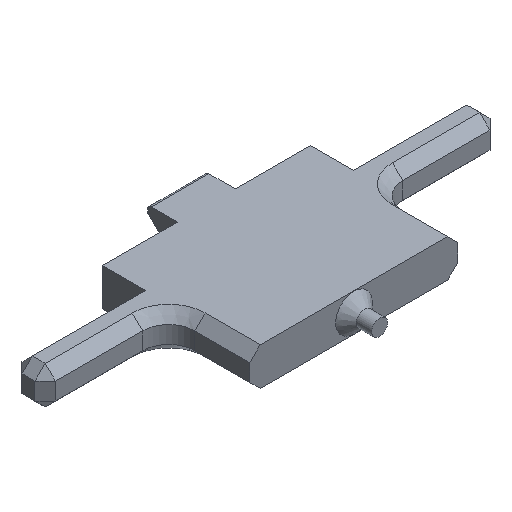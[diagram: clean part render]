
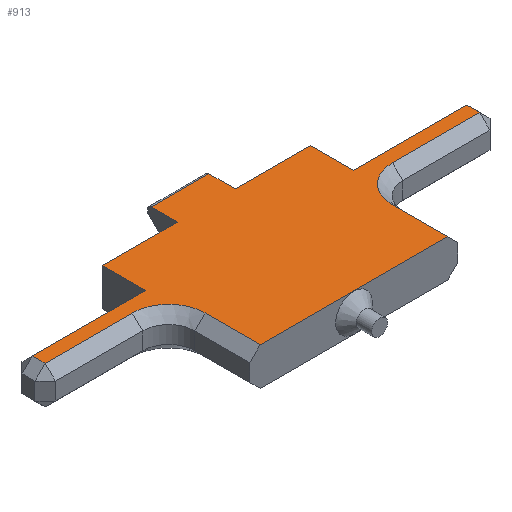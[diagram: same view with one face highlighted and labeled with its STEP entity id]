
A CAD part, isometric view. The second image highlights one B-rep face of the part: STEP entity #913.
In plain terms, the highlighted planar face has unit normal (0, 0, 1).
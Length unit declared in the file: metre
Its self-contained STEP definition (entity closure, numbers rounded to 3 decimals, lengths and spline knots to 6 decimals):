
#25=CIRCLE('',#988,0.003535);
#26=CIRCLE('',#989,0.003535);
#83=ORIENTED_EDGE('',*,*,#335,.T.);
#84=ORIENTED_EDGE('',*,*,#338,.T.);
#85=ORIENTED_EDGE('',*,*,#339,.F.);
#86=ORIENTED_EDGE('',*,*,#340,.F.);
#87=ORIENTED_EDGE('',*,*,#341,.T.);
#88=ORIENTED_EDGE('',*,*,#342,.F.);
#89=ORIENTED_EDGE('',*,*,#343,.F.);
#90=ORIENTED_EDGE('',*,*,#344,.F.);
#91=ORIENTED_EDGE('',*,*,#345,.F.);
#92=ORIENTED_EDGE('',*,*,#346,.F.);
#93=ORIENTED_EDGE('',*,*,#307,.F.);
#94=ORIENTED_EDGE('',*,*,#347,.T.);
#95=ORIENTED_EDGE('',*,*,#348,.T.);
#96=ORIENTED_EDGE('',*,*,#349,.T.);
#97=ORIENTED_EDGE('',*,*,#350,.T.);
#98=ORIENTED_EDGE('',*,*,#351,.T.);
#99=ORIENTED_EDGE('',*,*,#331,.F.);
#100=ORIENTED_EDGE('',*,*,#328,.T.);
#307=EDGE_CURVE('',#437,#438,#513,.T.);
#328=EDGE_CURVE('',#455,#457,#534,.T.);
#331=EDGE_CURVE('',#455,#460,#537,.F.);
#335=EDGE_CURVE('',#457,#461,#540,.T.);
#338=EDGE_CURVE('',#461,#463,#542,.T.);
#339=EDGE_CURVE('',#464,#463,#543,.T.);
#340=EDGE_CURVE('',#465,#464,#544,.T.);
#341=EDGE_CURVE('',#465,#466,#545,.F.);
#342=EDGE_CURVE('',#467,#466,#546,.T.);
#343=EDGE_CURVE('',#468,#467,#547,.T.);
#344=EDGE_CURVE('',#469,#468,#548,.T.);
#345=EDGE_CURVE('',#470,#469,#25,.T.);
#346=EDGE_CURVE('',#438,#470,#549,.T.);
#347=EDGE_CURVE('',#437,#471,#550,.T.);
#348=EDGE_CURVE('',#471,#472,#26,.T.);
#349=EDGE_CURVE('',#472,#473,#551,.T.);
#350=EDGE_CURVE('',#473,#474,#552,.T.);
#351=EDGE_CURVE('',#474,#460,#553,.T.);
#437=VERTEX_POINT('',#1334);
#438=VERTEX_POINT('',#1336);
#455=VERTEX_POINT('',#1376);
#457=VERTEX_POINT('',#1380);
#460=VERTEX_POINT('',#1388);
#461=VERTEX_POINT('',#1393);
#463=VERTEX_POINT('',#1400);
#464=VERTEX_POINT('',#1402);
#465=VERTEX_POINT('',#1404);
#466=VERTEX_POINT('',#1406);
#467=VERTEX_POINT('',#1408);
#468=VERTEX_POINT('',#1410);
#469=VERTEX_POINT('',#1412);
#470=VERTEX_POINT('',#1414);
#471=VERTEX_POINT('',#1417);
#472=VERTEX_POINT('',#1419);
#473=VERTEX_POINT('',#1421);
#474=VERTEX_POINT('',#1423);
#513=LINE('',#1335,#628);
#534=LINE('',#1381,#649);
#537=LINE('',#1387,#652);
#540=LINE('',#1394,#655);
#542=LINE('',#1399,#657);
#543=LINE('',#1401,#658);
#544=LINE('',#1403,#659);
#545=LINE('',#1405,#660);
#546=LINE('',#1407,#661);
#547=LINE('',#1409,#662);
#548=LINE('',#1411,#663);
#549=LINE('',#1415,#664);
#550=LINE('',#1416,#665);
#551=LINE('',#1420,#666);
#552=LINE('',#1422,#667);
#553=LINE('',#1424,#668);
#628=VECTOR('',#1065,1.);
#649=VECTOR('',#1096,1.);
#652=VECTOR('',#1101,1.);
#655=VECTOR('',#1108,1.);
#657=VECTOR('',#1114,1.);
#658=VECTOR('',#1115,1.);
#659=VECTOR('',#1116,1.);
#660=VECTOR('',#1117,1.);
#661=VECTOR('',#1118,1.);
#662=VECTOR('',#1119,1.);
#663=VECTOR('',#1120,1.);
#664=VECTOR('',#1123,1.);
#665=VECTOR('',#1124,1.);
#666=VECTOR('',#1127,1.);
#667=VECTOR('',#1128,1.);
#668=VECTOR('',#1129,1.);
#744=EDGE_LOOP('',(#83,#84,#85,#86,#87,#88,#89,#90,#91,#92,#93,#94,#95,
#96,#97,#98,#99,#100));
#805=FACE_BOUND('',#744,.T.);
#865=PLANE('',#987);
#913=ADVANCED_FACE('',(#805),#865,.F.);
#987=AXIS2_PLACEMENT_3D('',#1398,#1112,#1113);
#988=AXIS2_PLACEMENT_3D('',#1413,#1121,#1122);
#989=AXIS2_PLACEMENT_3D('',#1418,#1125,#1126);
#1065=DIRECTION('',(-1.,0.,0.));
#1096=DIRECTION('',(-1.,0.,0.));
#1101=DIRECTION('',(0.,1.,0.));
#1108=DIRECTION('',(0.,1.,0.));
#1112=DIRECTION('',(0.,0.,-1.));
#1113=DIRECTION('',(-1.,0.,0.));
#1114=DIRECTION('',(-1.,0.,0.));
#1115=DIRECTION('',(0.,1.,0.));
#1116=DIRECTION('',(1.,0.,0.));
#1117=DIRECTION('',(0.,1.,0.));
#1118=DIRECTION('',(1.,0.,0.));
#1119=DIRECTION('',(0.,1.,0.));
#1120=DIRECTION('',(-1.,0.,0.));
#1121=DIRECTION('',(0.,0.,1.));
#1122=DIRECTION('',(1.,0.,0.));
#1123=DIRECTION('',(0.,1.,0.));
#1124=DIRECTION('',(0.,1.,0.));
#1125=DIRECTION('',(0.,0.,-1.));
#1126=DIRECTION('',(-1.,0.,0.));
#1127=DIRECTION('',(1.,0.,0.));
#1128=DIRECTION('',(0.,1.,0.));
#1129=DIRECTION('',(-1.,0.,0.));
#1334=CARTESIAN_POINT('',(0.0091,-0.44075,-0.077907));
#1335=CARTESIAN_POINT('',(0.0221,-0.44075,-0.077907));
#1336=CARTESIAN_POINT('',(-0.0091,-0.44075,-0.077907));
#1376=CARTESIAN_POINT('',(0.0101,-0.426426,-0.077907));
#1380=CARTESIAN_POINT('',(0.0028,-0.426426,-0.077907));
#1381=CARTESIAN_POINT('',(0.0221,-0.426426,-0.077907));
#1387=CARTESIAN_POINT('',(0.0101,-0.431247,-0.077907));
#1388=CARTESIAN_POINT('',(0.0101,-0.430621,-0.077907));
#1393=CARTESIAN_POINT('',(0.0028,-0.423874,-0.077907));
#1394=CARTESIAN_POINT('',(0.0028,-0.431247,-0.077907));
#1398=CARTESIAN_POINT('',(0.0221,-0.431247,-0.077907));
#1399=CARTESIAN_POINT('',(-0.0028,-0.423874,-0.077907));
#1400=CARTESIAN_POINT('',(-0.0028,-0.423874,-0.077907));
#1401=CARTESIAN_POINT('',(-0.0028,-0.431247,-0.077907));
#1402=CARTESIAN_POINT('',(-0.0028,-0.426426,-0.077907));
#1403=CARTESIAN_POINT('',(-0.0221,-0.426426,-0.077907));
#1404=CARTESIAN_POINT('',(-0.0101,-0.426426,-0.077907));
#1405=CARTESIAN_POINT('',(-0.0101,-0.431247,-0.077907));
#1406=CARTESIAN_POINT('',(-0.0101,-0.430621,-0.077907));
#1407=CARTESIAN_POINT('',(-0.0101,-0.430621,-0.077907));
#1408=CARTESIAN_POINT('',(-0.0211,-0.430621,-0.077907));
#1409=CARTESIAN_POINT('',(-0.0211,-0.431247,-0.077907));
#1410=CARTESIAN_POINT('',(-0.0211,-0.431872,-0.077907));
#1411=CARTESIAN_POINT('',(-0.0221,-0.431872,-0.077907));
#1412=CARTESIAN_POINT('',(-0.012635,-0.431872,-0.077907));
#1413=CARTESIAN_POINT('',(-0.012635,-0.435407,-0.077907));
#1414=CARTESIAN_POINT('',(-0.0091,-0.435407,-0.077907));
#1415=CARTESIAN_POINT('',(-0.0091,-0.431247,-0.077907));
#1416=CARTESIAN_POINT('',(0.0091,-0.431247,-0.077907));
#1417=CARTESIAN_POINT('',(0.0091,-0.435407,-0.077907));
#1418=CARTESIAN_POINT('',(0.012635,-0.435407,-0.077907));
#1419=CARTESIAN_POINT('',(0.012635,-0.431872,-0.077907));
#1420=CARTESIAN_POINT('',(0.0221,-0.431872,-0.077907));
#1421=CARTESIAN_POINT('',(0.0211,-0.431872,-0.077907));
#1422=CARTESIAN_POINT('',(0.0211,-0.431247,-0.077907));
#1423=CARTESIAN_POINT('',(0.0211,-0.430621,-0.077907));
#1424=CARTESIAN_POINT('',(0.0101,-0.430621,-0.077907));
